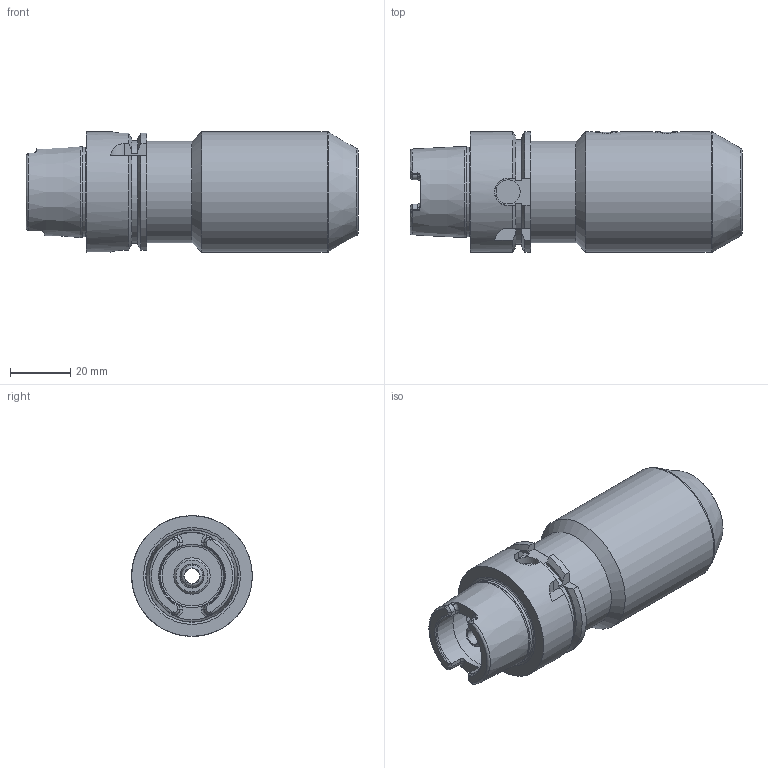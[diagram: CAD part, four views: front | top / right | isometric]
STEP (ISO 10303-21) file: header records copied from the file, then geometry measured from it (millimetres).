
FILE_DESCRIPTION((''),'2;1');
FILE_NAME('542013116090-3D.stp','2020-07-08T10:33:18',('nttooll'),(''),'Autodesk Inventor 2012','Autodesk Inventor 2012','');
FILE_SCHEMA(('AUTOMOTIVE_DESIGN { 1 0 10303 214 1 1 1 1 }'));
Length unit declared in the file: millimetre
Products named in the file (1): 542013116090-3D
Bounding box: 110 x 40 x 40 mm (x, y, z)
Volume: 90168.8 mm3; surface area: 22344.1 mm2
Topology: 1 solids, 1 shells, 150 faces, 363 edges, 223 vertices
Faces by surface type: plane 51, cylinder 46, cone 33, torus 20
Full cylindrical faces by diameter (mm): 5 x3, 5.103 x1, 5.774 x2, 6.5 x1, 7.5 x1, 8 x2, 10 x2, 12 x1, 16 x1, 16.4 x1, 21 x1, 21.8 x1, 25.5 x1, 29.8 x1, 33.5 x1, 40 x2
Entity records: 4383 total; most frequent: CARTESIAN_POINT 1142, DIRECTION 685, ORIENTED_EDGE 602, EDGE_CURVE 301, AXIS2_PLACEMENT_3D 287, VERTEX_POINT 214, EDGE_LOOP 213, FACE_OUTER_BOUND 150
